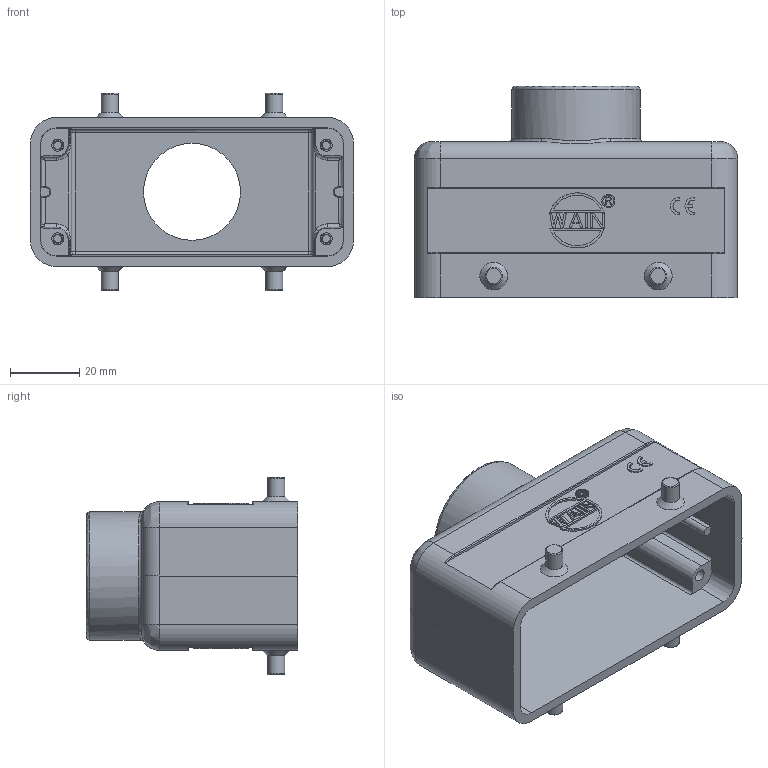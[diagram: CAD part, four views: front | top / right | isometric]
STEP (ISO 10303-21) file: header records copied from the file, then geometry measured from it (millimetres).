
FILE_DESCRIPTION(/* description */ (''),/* implementation_level */ '2;1');
FILE_NAME(/* name */ '3D_1116164351004_EMC.H16B-TE-4B-M32_V1.0_stp.stp',/* time_stamp */ '2024-01-31T09:49:38+08:00',/* author */ (''),/* organization */ (''),/* preprocessor_version */ 'ST-DEVELOPER v18.1',/* originating_system */ 'SIEMENS PLM Software NX 1980',/* authorisation */ '');
FILE_SCHEMA (('AUTOMOTIVE_DESIGN { 1 0 10303 214 3 1 1 1 }'));
Length unit declared in the file: millimetre
Products named in the file (1): 3D_1116164351004_EMC.H16B-TE-4B-M32_V1.0_stp
Bounding box: 93.5 x 61 x 57 mm (x, y, z)
Volume: 54786.7 mm3; surface area: 32556.9 mm2
Topology: 1 solids, 1 shells, 369 faces, 907 edges, 578 vertices
Faces by surface type: plane 229, cylinder 52, cone 31, bspline 26, torus 19, extrusion 8, sphere 4
Full cylindrical faces by diameter (mm): 3.15 x2, 3.85 x2, 5 x4, 28 x1, 30.4 x1, 37 x1
Entity records: 11816 total; most frequent: CARTESIAN_POINT 3387, ORIENTED_EDGE 1726, DIRECTION 1646, EDGE_CURVE 863, VECTOR 614, LINE 606, VERTEX_POINT 567, AXIS2_PLACEMENT_3D 516
